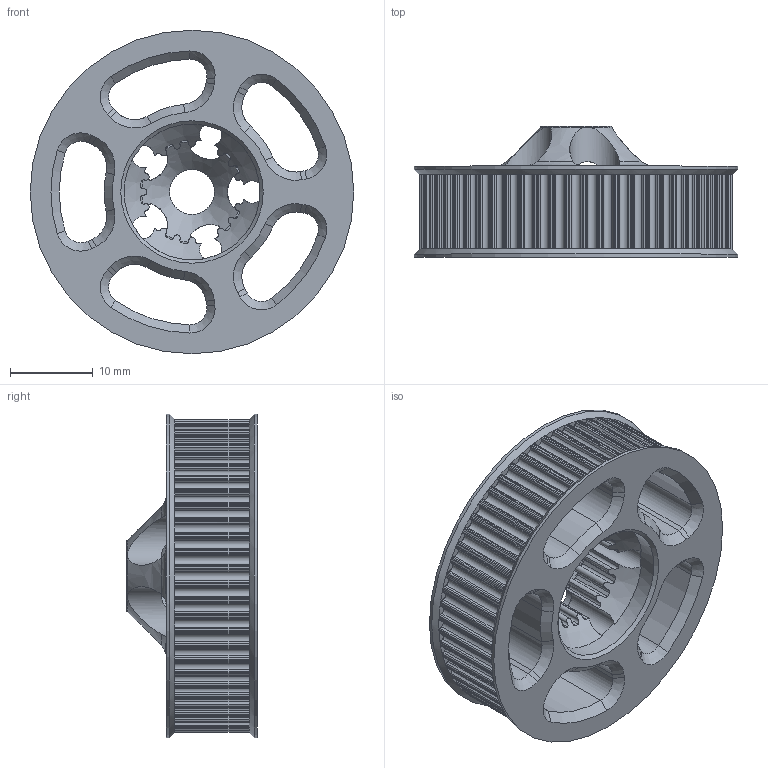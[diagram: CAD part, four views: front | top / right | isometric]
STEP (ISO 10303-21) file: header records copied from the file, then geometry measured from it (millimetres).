
FILE_DESCRIPTION (( 'STEP AP214' ), '1' );
FILE_NAME ('[a]_60T_Wheel_for_stupid_20T_pulleys.step', '2024-05-25T18:11:39', ( '' ), ( '' ), 'SwSTEP 2.0', 'SolidWorks 2024', '' );
FILE_SCHEMA (( 'AUTOMOTIVE_DESIGN' ));
Length unit declared in the file: millimetre
Products named in the file (2): [a]_Wheel_[a]_Wheel; [a]_60T_Wheel_for_stupid_20T_pulleys
Assembly tree (1 placements, depth 2):
  [a]_60T_Wheel_for_stupid_20T_pulleys
    [a]_Wheel_[a]_Wheel
Bounding box: 39.06 x 15.8 x 39.06 mm (x, y, z)
Volume: 7130.8 mm3; surface area: 5992 mm2
Topology: 1 solids, 1 shells, 806 faces, 2357 edges, 1541 vertices
Faces by surface type: cylinder 495, plane 195, cone 51, torus 35, bspline 30
Full cylindrical faces by diameter (mm): 5.4 x1, 8.6 x1, 16.4 x1, 39.059 x2
Entity records: 28923 total; most frequent: CARTESIAN_POINT 7247, DIRECTION 4681, ORIENTED_EDGE 4678, EDGE_CURVE 2339, AXIS2_PLACEMENT_3D 1840, VERTEX_POINT 1533, CIRCLE 1061, LINE 1001
